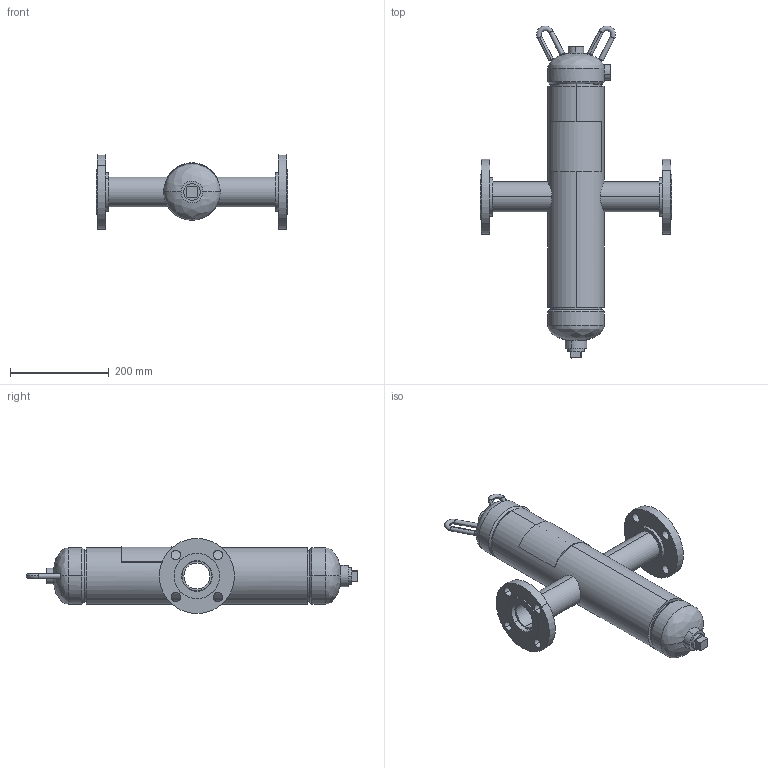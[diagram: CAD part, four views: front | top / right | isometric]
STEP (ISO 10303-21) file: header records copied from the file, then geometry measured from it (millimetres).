
FILE_DESCRIPTION (( 'STEP AP203' ), '1' );
FILE_NAME ('WVN-2N.STEP', '2021-03-15T19:24:25', ( '' ), ( '' ), 'SwSTEP 2.0', 'SolidWorks 2021', '' );
FILE_SCHEMA (( 'CONFIG_CONTROL_DESIGN' ));
Length unit declared in the file: inch
Products named in the file (12): 9500030; 99P0116_17.625; 9461050; 9301060_5.75; 9201530; 9600830_4.5" VERT; 9500050; 9400540_tall; 9400522; PLUGS_9500150; WVN-2N
Assembly tree (16 placements, depth 2):
  WVN-2N
    99P0116_17.625
    9201530
    9201530
    9500050
    9500030  x2
    PLUGS_9500150
    9301060_5.75  x2
    9461050  x2
    9400540_tall  x2
    9400522  x2
    9600830_4.5" VERT
Bounding box: 387.35 x 672.48 x 151.82 mm (x, y, z)
Volume: 2002043.6 mm3; surface area: 673323.6 mm2
Topology: 16 solids, 16 shells, 173 faces, 388 edges, 254 vertices
Faces by surface type: cylinder 100, plane 51, cone 10, bspline 8, torus 4
Entity records: 5986 total; most frequent: CARTESIAN_POINT 1744, DIRECTION 646, ORIENTED_EDGE 540, AXIS2_PLACEMENT_3D 274, EDGE_CURVE 270, VERTEX_POINT 176, EDGE_LOOP 150, CIRCLE 144
